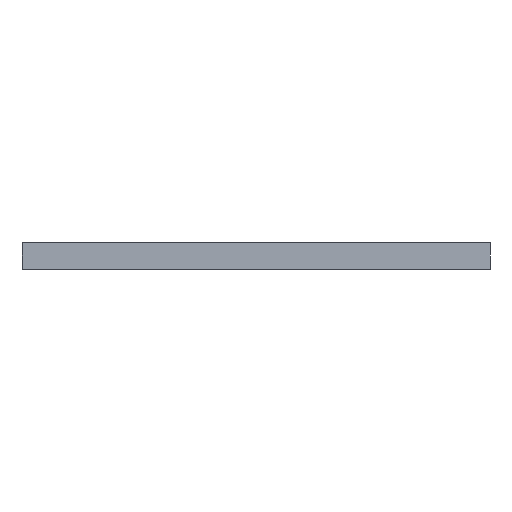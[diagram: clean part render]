
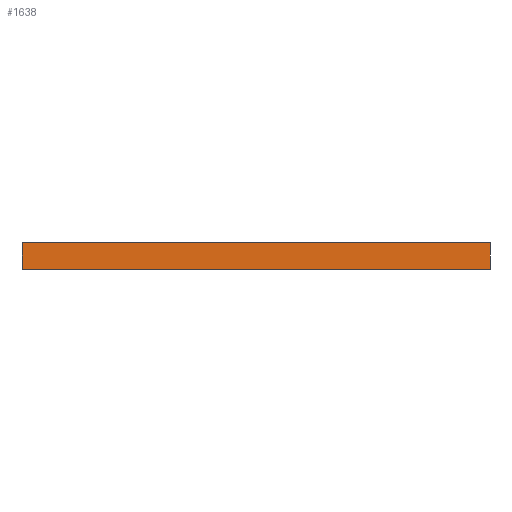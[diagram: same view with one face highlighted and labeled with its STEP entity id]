
A CAD part, left-side view. The second image highlights one B-rep face of the part: STEP entity #1638.
In plain terms, the highlighted planar face has unit normal (-0.999, -0.041, 0).
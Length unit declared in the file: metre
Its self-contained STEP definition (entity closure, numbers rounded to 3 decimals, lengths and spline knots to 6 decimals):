
#120=ORIENTED_EDGE('',*,*,#507,.F.);
#121=ORIENTED_EDGE('',*,*,#557,.F.);
#122=ORIENTED_EDGE('',*,*,#558,.T.);
#123=ORIENTED_EDGE('',*,*,#554,.T.);
#507=EDGE_CURVE('',#735,#728,#875,.T.);
#554=EDGE_CURVE('',#772,#728,#922,.T.);
#557=EDGE_CURVE('',#774,#735,#925,.T.);
#558=EDGE_CURVE('',#774,#772,#926,.T.);
#728=VERTEX_POINT('',#2298);
#735=VERTEX_POINT('',#2311);
#772=VERTEX_POINT('',#2405);
#774=VERTEX_POINT('',#2411);
#875=LINE('',#2312,#1091);
#922=LINE('',#2404,#1138);
#925=LINE('',#2410,#1141);
#926=LINE('',#2412,#1142);
#1091=VECTOR('',#1870,1.);
#1138=VECTOR('',#1935,1.);
#1141=VECTOR('',#1940,1.);
#1142=VECTOR('',#1941,1.);
#1313=EDGE_LOOP('',(#120,#121,#122,#123));
#1437=FACE_BOUND('',#1313,.T.);
#1552=PLANE('',#1749);
#1638=ADVANCED_FACE('',(#1437),#1552,.T.);
#1749=AXIS2_PLACEMENT_3D('',#2409,#1938,#1939);
#1870=DIRECTION('',(-0.041,0.999,0.));
#1935=DIRECTION('',(0.,0.,-1.));
#1938=DIRECTION('',(-0.999,-0.041,0.));
#1939=DIRECTION('',(0.041,-0.999,0.));
#1940=DIRECTION('',(0.,0.,-1.));
#1941=DIRECTION('',(-0.041,0.999,0.));
#2298=CARTESIAN_POINT('',(-0.077876,0.067498,0.016));
#2311=CARTESIAN_POINT('',(-0.073497,-0.039232,0.016));
#2312=CARTESIAN_POINT('',(-0.075687,0.014133,0.016));
#2404=CARTESIAN_POINT('',(-0.077876,0.067498,0.022));
#2405=CARTESIAN_POINT('',(-0.077876,0.067498,0.022));
#2409=CARTESIAN_POINT('',(-0.075687,0.014133,0.022));
#2410=CARTESIAN_POINT('',(-0.073497,-0.039232,0.022));
#2411=CARTESIAN_POINT('',(-0.073497,-0.039232,0.022));
#2412=CARTESIAN_POINT('',(-0.075687,0.014133,0.022));
